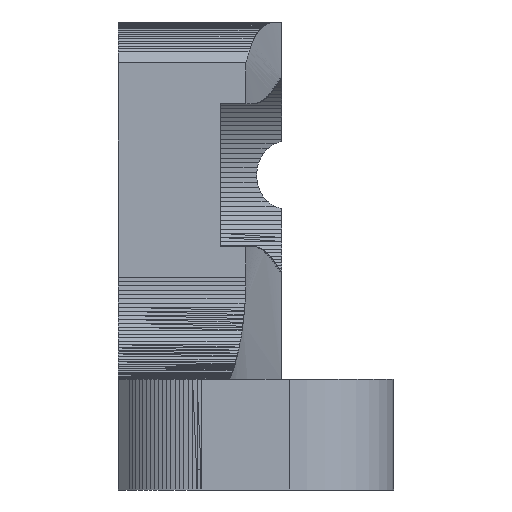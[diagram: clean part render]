
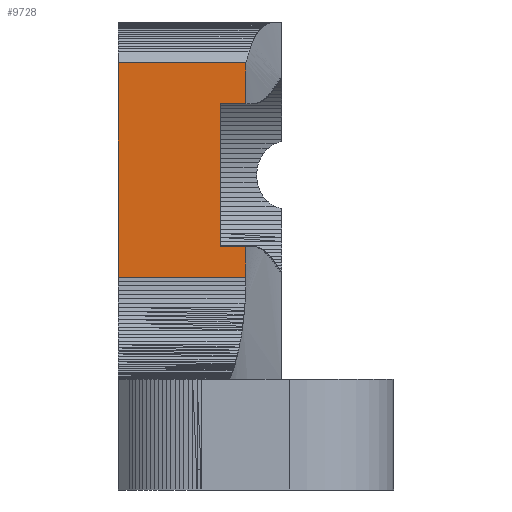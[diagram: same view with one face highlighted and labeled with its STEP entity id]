
A CAD part, front view. The second image highlights one B-rep face of the part: STEP entity #9728.
In plain terms, the highlighted planar face has unit normal (0, -1, 0).
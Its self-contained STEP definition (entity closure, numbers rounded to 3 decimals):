
#116=PLANE('',#10463);
#640=FACE_OUTER_BOUND('',#1170,.T.);
#1170=EDGE_LOOP('',(#7339,#7340,#7341,#7342,#7343,#7344,#7345,#7346));
#1739=LINE('',#14077,#2996);
#1740=LINE('',#14123,#2997);
#1774=LINE('',#14303,#3031);
#1778=LINE('',#14310,#3035);
#1876=LINE('',#14511,#3133);
#1877=LINE('',#14512,#3134);
#1878=LINE('',#14514,#3135);
#1879=LINE('',#14515,#3136);
#2996=VECTOR('',#11322,10.);
#2997=VECTOR('',#11369,10.);
#3031=VECTOR('',#11553,10.);
#3035=VECTOR('',#11559,10.);
#3133=VECTOR('',#11739,10.);
#3134=VECTOR('',#11740,10.);
#3135=VECTOR('',#11741,10.);
#3136=VECTOR('',#11742,10.);
#4508=VERTEX_POINT('',#14074);
#4509=VERTEX_POINT('',#14076);
#4530=VERTEX_POINT('',#14120);
#4531=VERTEX_POINT('',#14122);
#4602=VERTEX_POINT('',#14302);
#4604=VERTEX_POINT('',#14308);
#4666=VERTEX_POINT('',#14510);
#4667=VERTEX_POINT('',#14513);
#5476=EDGE_CURVE('',#4509,#4508,#1739,.T.);
#5499=EDGE_CURVE('',#4531,#4530,#1740,.T.);
#5589=EDGE_CURVE('',#4602,#4531,#1774,.T.);
#5593=EDGE_CURVE('',#4604,#4530,#1778,.T.);
#5693=EDGE_CURVE('',#4604,#4666,#1876,.T.);
#5694=EDGE_CURVE('',#4666,#4509,#1877,.T.);
#5695=EDGE_CURVE('',#4667,#4508,#1878,.T.);
#5696=EDGE_CURVE('',#4602,#4667,#1879,.T.);
#7339=ORIENTED_EDGE('',*,*,#5499,.T.);
#7340=ORIENTED_EDGE('',*,*,#5593,.F.);
#7341=ORIENTED_EDGE('',*,*,#5693,.T.);
#7342=ORIENTED_EDGE('',*,*,#5694,.T.);
#7343=ORIENTED_EDGE('',*,*,#5476,.T.);
#7344=ORIENTED_EDGE('',*,*,#5695,.F.);
#7345=ORIENTED_EDGE('',*,*,#5696,.F.);
#7346=ORIENTED_EDGE('',*,*,#5589,.T.);
#9728=ADVANCED_FACE('',(#640),#116,.T.);
#10463=AXIS2_PLACEMENT_3D('',#14509,#11737,#11738);
#11322=DIRECTION('',(0.,0.,1.));
#11369=DIRECTION('',(0.,0.,1.));
#11553=DIRECTION('',(1.,0.,0.));
#11559=DIRECTION('',(1.,0.,0.));
#11737=DIRECTION('center_axis',(0.,-1.,0.));
#11738=DIRECTION('ref_axis',(0.,0.,-1.));
#11739=DIRECTION('',(0.,0.,1.));
#11740=DIRECTION('',(1.,0.,0.));
#11741=DIRECTION('',(1.,0.,0.));
#11742=DIRECTION('',(0.,0.,1.));
#14074=CARTESIAN_POINT('',(-117.399,41.335,43.916));
#14076=CARTESIAN_POINT('',(-117.399,41.335,41.916));
#14077=CARTESIAN_POINT('',(-117.399,41.335,0.));
#14120=CARTESIAN_POINT('',(-117.399,41.335,34.916));
#14122=CARTESIAN_POINT('',(-117.399,41.335,33.416));
#14123=CARTESIAN_POINT('',(-117.399,41.335,0.));
#14302=CARTESIAN_POINT('',(-123.647,41.335,33.416));
#14303=CARTESIAN_POINT('',(-123.647,41.335,33.416));
#14308=CARTESIAN_POINT('',(-118.647,41.335,34.916));
#14310=CARTESIAN_POINT('',(-118.647,41.335,34.916));
#14509=CARTESIAN_POINT('Origin',(-118.647,41.335,34.916));
#14510=CARTESIAN_POINT('',(-118.647,41.335,41.916));
#14511=CARTESIAN_POINT('',(-118.647,41.335,36.608));
#14512=CARTESIAN_POINT('',(-118.647,41.335,41.916));
#14513=CARTESIAN_POINT('',(-123.647,41.335,43.916));
#14514=CARTESIAN_POINT('',(-123.647,41.335,43.916));
#14515=CARTESIAN_POINT('',(-123.647,41.335,33.416));
